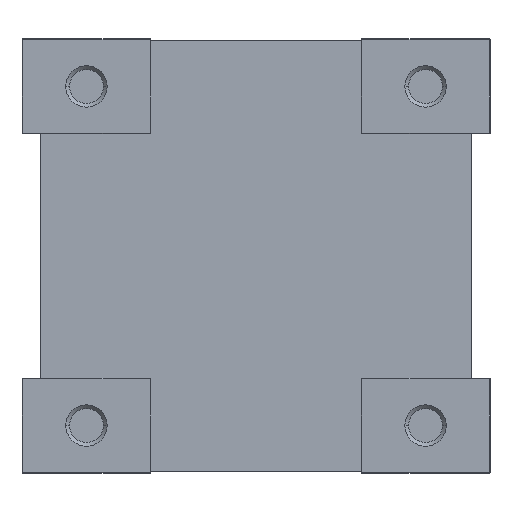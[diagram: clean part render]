
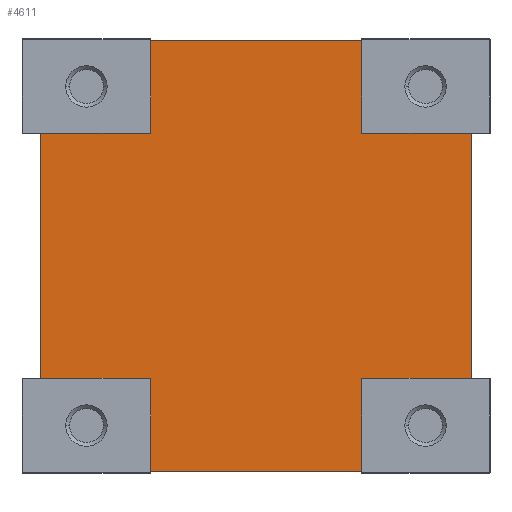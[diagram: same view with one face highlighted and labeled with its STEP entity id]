
A CAD part, front view. The second image highlights one B-rep face of the part: STEP entity #4611.
In plain terms, the highlighted planar face has unit normal (0, -1, 0).
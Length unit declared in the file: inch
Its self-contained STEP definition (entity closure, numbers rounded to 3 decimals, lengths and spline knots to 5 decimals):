
#77 = EDGE_CURVE ( 'NONE', #9800, #11504, #3399, .T. ) ;
#234 = VECTOR ( 'NONE', #11452, 39.37008 ) ;
#381 = FACE_BOUND ( 'NONE', #9564, .T. ) ;
#482 = CARTESIAN_POINT ( 'NONE',  ( 0.98425, 0., -0.98425 ) ) ;
#799 = CARTESIAN_POINT ( 'NONE',  ( -0.98425, 0., 0.85433 ) ) ;
#815 = DIRECTION ( 'NONE',  ( 0., 0., -1. ) ) ;
#896 = AXIS2_PLACEMENT_3D ( 'NONE', #12966, #6905, #815 ) ;
#1229 = ORIENTED_EDGE ( 'NONE', *, *, #9692, .F. ) ;
#1336 = CARTESIAN_POINT ( 'NONE',  ( -1.25, 0., 1.25 ) ) ;
#1504 = CARTESIAN_POINT ( 'NONE',  ( -0.98425, 0., -1.11417 ) ) ;
#1539 = DIRECTION ( 'NONE',  ( 0., 0., -1. ) ) ;
#1743 = EDGE_CURVE ( 'NONE', #11684, #12766, #5194, .T. ) ;
#1878 = VECTOR ( 'NONE', #13015, 39.37008 ) ;
#2067 = CIRCLE ( 'NONE', #3076, 0.12992 ) ;
#2183 = LINE ( 'NONE', #12005, #1878 ) ;
#2283 = AXIS2_PLACEMENT_3D ( 'NONE', #6028, #13108, #7051 ) ;
#2460 = AXIS2_PLACEMENT_3D ( 'NONE', #4518, #11599, #5543 ) ;
#2731 = VECTOR ( 'NONE', #7954, 39.37008 ) ;
#2794 = FACE_OUTER_BOUND ( 'NONE', #6298, .T. ) ;
#2941 = AXIS2_PLACEMENT_3D ( 'NONE', #3459, #10587, #4508 ) ;
#3066 = CARTESIAN_POINT ( 'NONE',  ( 1.25, 0., -1.25 ) ) ;
#3076 = AXIS2_PLACEMENT_3D ( 'NONE', #3611, #10720, #4651 ) ;
#3399 = CIRCLE ( 'NONE', #9787, 0.12992 ) ;
#3459 = CARTESIAN_POINT ( 'NONE',  ( -1.25, 0., -1.25 ) ) ;
#3611 = CARTESIAN_POINT ( 'NONE',  ( 0.98425, 0., -0.98425 ) ) ;
#3640 = CARTESIAN_POINT ( 'NONE',  ( -1.25, 0., -1.25 ) ) ;
#3774 = CARTESIAN_POINT ( 'NONE',  ( -1.25, 0., 1.25 ) ) ;
#3923 = DIRECTION ( 'NONE',  ( 0., -1., 0. ) ) ;
#3933 = DIRECTION ( 'NONE',  ( 0., -1., 0. ) ) ;
#4020 = EDGE_CURVE ( 'NONE', #6546, #10918, #5350, .T. ) ;
#4212 = EDGE_CURVE ( 'NONE', #10918, #8833, #2183, .T. ) ;
#4323 = CARTESIAN_POINT ( 'NONE',  ( 0.98425, 0., 0.98425 ) ) ;
#4394 = CIRCLE ( 'NONE', #2460, 0.12992 ) ;
#4508 = DIRECTION ( 'NONE',  ( 0., 0., -1. ) ) ;
#4518 = CARTESIAN_POINT ( 'NONE',  ( -0.98425, 0., 0.98425 ) ) ;
#4611 = ADVANCED_FACE ( 'NONE', ( #8481, #5488, #10872, #381, #2794 ), #11540, .T. ) ;
#4651 = DIRECTION ( 'NONE',  ( 0., 0., -1. ) ) ;
#4719 = VERTEX_POINT ( 'NONE', #3640 ) ;
#4766 = ORIENTED_EDGE ( 'NONE', *, *, #5414, .F. ) ;
#4806 = CIRCLE ( 'NONE', #896, 0.12992 ) ;
#4992 = CIRCLE ( 'NONE', #12572, 0.12992 ) ;
#5194 = CIRCLE ( 'NONE', #2283, 0.12992 ) ;
#5350 = LINE ( 'NONE', #1336, #234 ) ;
#5358 = DIRECTION ( 'NONE',  ( 0., 0., -1. ) ) ;
#5414 = EDGE_CURVE ( 'NONE', #4719, #6546, #10813, .T. ) ;
#5488 = FACE_BOUND ( 'NONE', #9506, .T. ) ;
#5543 = DIRECTION ( 'NONE',  ( 0., 0., -1. ) ) ;
#6011 = ORIENTED_EDGE ( 'NONE', *, *, #8208, .F. ) ;
#6028 = CARTESIAN_POINT ( 'NONE',  ( 0.98425, 0., 0.98425 ) ) ;
#6106 = LINE ( 'NONE', #7077, #8470 ) ;
#6239 = ORIENTED_EDGE ( 'NONE', *, *, #4212, .F. ) ;
#6261 = ORIENTED_EDGE ( 'NONE', *, *, #12076, .F. ) ;
#6298 = EDGE_LOOP ( 'NONE', ( #4766, #6011, #6239, #10593 ) ) ;
#6481 = VERTEX_POINT ( 'NONE', #8633 ) ;
#6546 = VERTEX_POINT ( 'NONE', #3774 ) ;
#6573 = CARTESIAN_POINT ( 'NONE',  ( -0.98425, 0., -0.85433 ) ) ;
#6905 = DIRECTION ( 'NONE',  ( 0., -1., 0. ) ) ;
#7051 = DIRECTION ( 'NONE',  ( 0., 0., -1. ) ) ;
#7077 = CARTESIAN_POINT ( 'NONE',  ( -1.25, 0., -1.25 ) ) ;
#7164 = DIRECTION ( 'NONE',  ( -1., 0., 0. ) ) ;
#7186 = ORIENTED_EDGE ( 'NONE', *, *, #9384, .F. ) ;
#7337 = EDGE_CURVE ( 'NONE', #7814, #6481, #2067, .T. ) ;
#7445 = ORIENTED_EDGE ( 'NONE', *, *, #77, .F. ) ;
#7600 = DIRECTION ( 'NONE',  ( 0., -1., 0. ) ) ;
#7643 = CIRCLE ( 'NONE', #11496, 0.12992 ) ;
#7755 = ORIENTED_EDGE ( 'NONE', *, *, #7337, .F. ) ;
#7814 = VERTEX_POINT ( 'NONE', #11361 ) ;
#7871 = CARTESIAN_POINT ( 'NONE',  ( 0.98425, 0., 1.11417 ) ) ;
#7954 = DIRECTION ( 'NONE',  ( 0., 0., 1. ) ) ;
#8208 = EDGE_CURVE ( 'NONE', #8833, #4719, #6106, .T. ) ;
#8383 = EDGE_LOOP ( 'NONE', ( #6261, #9773 ) ) ;
#8470 = VECTOR ( 'NONE', #7164, 39.37008 ) ;
#8481 = FACE_BOUND ( 'NONE', #8383, .T. ) ;
#8498 = EDGE_CURVE ( 'NONE', #6481, #7814, #8929, .T. ) ;
#8633 = CARTESIAN_POINT ( 'NONE',  ( 0.98425, 0., -1.11417 ) ) ;
#8833 = VERTEX_POINT ( 'NONE', #3066 ) ;
#8851 = ORIENTED_EDGE ( 'NONE', *, *, #8498, .F. ) ;
#8929 = CIRCLE ( 'NONE', #12181, 0.12992 ) ;
#9384 = EDGE_CURVE ( 'NONE', #11504, #9800, #4806, .T. ) ;
#9506 = EDGE_LOOP ( 'NONE', ( #1229, #11053 ) ) ;
#9564 = EDGE_LOOP ( 'NONE', ( #7445, #7186 ) ) ;
#9692 = EDGE_CURVE ( 'NONE', #12766, #11684, #7643, .T. ) ;
#9773 = ORIENTED_EDGE ( 'NONE', *, *, #10886, .F. ) ;
#9787 = AXIS2_PLACEMENT_3D ( 'NONE', #9994, #3923, #11013 ) ;
#9800 = VERTEX_POINT ( 'NONE', #1504 ) ;
#9994 = CARTESIAN_POINT ( 'NONE',  ( -0.98425, 0., -0.98425 ) ) ;
#9999 = CARTESIAN_POINT ( 'NONE',  ( -0.98425, 0., 0.98425 ) ) ;
#10015 = VERTEX_POINT ( 'NONE', #799 ) ;
#10282 = VERTEX_POINT ( 'NONE', #10656 ) ;
#10587 = DIRECTION ( 'NONE',  ( 0., -1., 0. ) ) ;
#10593 = ORIENTED_EDGE ( 'NONE', *, *, #4020, .F. ) ;
#10656 = CARTESIAN_POINT ( 'NONE',  ( -0.98425, 0., 1.11417 ) ) ;
#10720 = DIRECTION ( 'NONE',  ( 0., -1., 0. ) ) ;
#10813 = LINE ( 'NONE', #12985, #2731 ) ;
#10872 = FACE_BOUND ( 'NONE', #12982, .T. ) ;
#10886 = EDGE_CURVE ( 'NONE', #10282, #10015, #4394, .T. ) ;
#10918 = VERTEX_POINT ( 'NONE', #12611 ) ;
#11013 = DIRECTION ( 'NONE',  ( 0., 0., -1. ) ) ;
#11021 = DIRECTION ( 'NONE',  ( 0., 0., -1. ) ) ;
#11053 = ORIENTED_EDGE ( 'NONE', *, *, #1743, .F. ) ;
#11361 = CARTESIAN_POINT ( 'NONE',  ( 0.98425, 0., -0.85433 ) ) ;
#11397 = DIRECTION ( 'NONE',  ( 0., -1., 0. ) ) ;
#11452 = DIRECTION ( 'NONE',  ( 1., 0., 0. ) ) ;
#11496 = AXIS2_PLACEMENT_3D ( 'NONE', #4323, #11397, #5358 ) ;
#11504 = VERTEX_POINT ( 'NONE', #6573 ) ;
#11540 = PLANE ( 'NONE',  #2941 ) ;
#11599 = DIRECTION ( 'NONE',  ( 0., -1., 0. ) ) ;
#11684 = VERTEX_POINT ( 'NONE', #7871 ) ;
#12005 = CARTESIAN_POINT ( 'NONE',  ( 1.25, 0., 1.25 ) ) ;
#12076 = EDGE_CURVE ( 'NONE', #10015, #10282, #4992, .T. ) ;
#12181 = AXIS2_PLACEMENT_3D ( 'NONE', #482, #7600, #1539 ) ;
#12572 = AXIS2_PLACEMENT_3D ( 'NONE', #9999, #3933, #11021 ) ;
#12611 = CARTESIAN_POINT ( 'NONE',  ( 1.25, 0., 1.25 ) ) ;
#12766 = VERTEX_POINT ( 'NONE', #13088 ) ;
#12966 = CARTESIAN_POINT ( 'NONE',  ( -0.98425, 0., -0.98425 ) ) ;
#12982 = EDGE_LOOP ( 'NONE', ( #8851, #7755 ) ) ;
#12985 = CARTESIAN_POINT ( 'NONE',  ( -1.25, 0., 1.25 ) ) ;
#13015 = DIRECTION ( 'NONE',  ( 0., 0., -1. ) ) ;
#13088 = CARTESIAN_POINT ( 'NONE',  ( 0.98425, 0., 0.85433 ) ) ;
#13108 = DIRECTION ( 'NONE',  ( 0., -1., 0. ) ) ;
